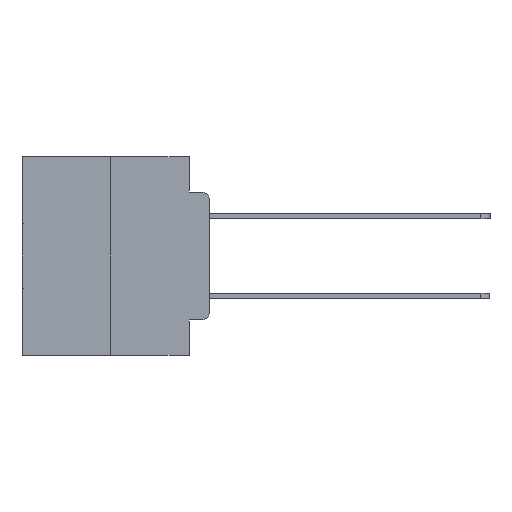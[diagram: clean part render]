
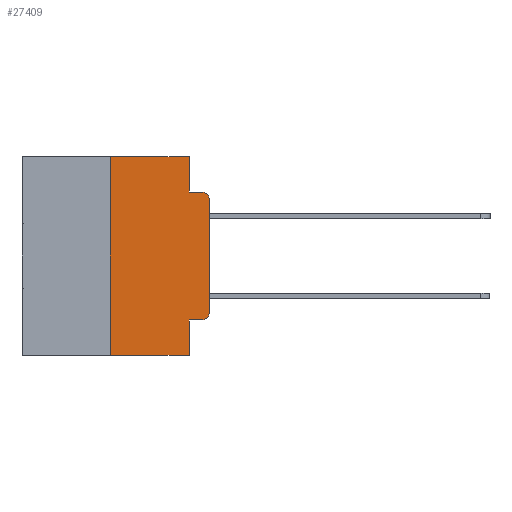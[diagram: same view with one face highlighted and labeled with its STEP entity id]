
A CAD part, left-side view. The second image highlights one B-rep face of the part: STEP entity #27409.
In plain terms, the highlighted planar face has unit normal (-1, 0, 0).
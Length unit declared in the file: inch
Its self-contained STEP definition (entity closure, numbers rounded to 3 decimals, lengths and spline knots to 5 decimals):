
#406 = FACE_OUTER_BOUND ( 'NONE', #29055, .T. ) ;
#622 = CARTESIAN_POINT ( 'NONE',  ( 0., 0.25, -0.5 ) ) ;
#676 = AXIS2_PLACEMENT_3D ( 'NONE', #23485, #9351, #25846 ) ;
#1552 = VERTEX_POINT ( 'NONE', #16739 ) ;
#2152 = DIRECTION ( 'NONE',  ( 0., 0., -1. ) ) ;
#2314 = ORIENTED_EDGE ( 'NONE', *, *, #14622, .T. ) ;
#2875 = ORIENTED_EDGE ( 'NONE', *, *, #25463, .T. ) ;
#2962 = EDGE_CURVE ( 'NONE', #1552, #23340, #25252, .T. ) ;
#3025 = ORIENTED_EDGE ( 'NONE', *, *, #2962, .F. ) ;
#3222 = ORIENTED_EDGE ( 'NONE', *, *, #17329, .F. ) ;
#3592 = ORIENTED_EDGE ( 'NONE', *, *, #26827, .F. ) ;
#3620 = ORIENTED_EDGE ( 'NONE', *, *, #24075, .F. ) ;
#3806 = VERTEX_POINT ( 'NONE', #622 ) ;
#4073 = ORIENTED_EDGE ( 'NONE', *, *, #12877, .T. ) ;
#4557 = ORIENTED_EDGE ( 'NONE', *, *, #13621, .F. ) ;
#4702 = ORIENTED_EDGE ( 'NONE', *, *, #7273, .T. ) ;
#4804 = ORIENTED_EDGE ( 'NONE', *, *, #25313, .T. ) ;
#5328 = VERTEX_POINT ( 'NONE', #27891 ) ;
#5454 = DIRECTION ( 'NONE',  ( 0., 0., -1. ) ) ;
#5688 = CARTESIAN_POINT ( 'NONE',  ( 0., 0.051, 0. ) ) ;
#6012 = DIRECTION ( 'NONE',  ( -1., 0., 0. ) ) ;
#7273 = EDGE_CURVE ( 'NONE', #16202, #19109, #18181, .T. ) ;
#7418 = DIRECTION ( 'NONE',  ( 0., 0., 1. ) ) ;
#8488 = CIRCLE ( 'NONE', #14111, 0.02 ) ;
#9241 = CARTESIAN_POINT ( 'NONE',  ( 0., 0.473, 0. ) ) ;
#9351 = DIRECTION ( 'NONE',  ( -1., 0., 0. ) ) ;
#9436 = DIRECTION ( 'NONE',  ( 0., -1., 0. ) ) ;
#9532 = CARTESIAN_POINT ( 'NONE',  ( 0., 0.051, -0.5 ) ) ;
#10169 = VECTOR ( 'NONE', #22283, 39.37008 ) ;
#10195 = LINE ( 'NONE', #26393, #22056 ) ;
#10298 = VERTEX_POINT ( 'NONE', #9532 ) ;
#11084 = CARTESIAN_POINT ( 'NONE',  ( 0., 0.02, -0.4115 ) ) ;
#11804 = CARTESIAN_POINT ( 'NONE',  ( 0., 0.051, -0.0885 ) ) ;
#12214 = DIRECTION ( 'NONE',  ( 0., -1., 0. ) ) ;
#12686 = CARTESIAN_POINT ( 'NONE',  ( 0., 0.051, 0. ) ) ;
#12877 = EDGE_CURVE ( 'NONE', #3806, #10298, #10195, .T. ) ;
#12912 = CARTESIAN_POINT ( 'NONE',  ( 0., 0.25, 0. ) ) ;
#13621 = EDGE_CURVE ( 'NONE', #16202, #10298, #24192, .T. ) ;
#14031 = PLANE ( 'NONE',  #14756 ) ;
#14111 = AXIS2_PLACEMENT_3D ( 'NONE', #20222, #6012, #22590 ) ;
#14168 = DIRECTION ( 'NONE',  ( 0., -1., 0. ) ) ;
#14622 = EDGE_CURVE ( 'NONE', #5328, #26910, #16353, .T. ) ;
#14756 = AXIS2_PLACEMENT_3D ( 'NONE', #30495, #16426, #2152 ) ;
#15764 = LINE ( 'NONE', #9241, #29025 ) ;
#16202 = VERTEX_POINT ( 'NONE', #17882 ) ;
#16353 = LINE ( 'NONE', #28548, #21947 ) ;
#16426 = DIRECTION ( 'NONE',  ( 1., 0., 0. ) ) ;
#16739 = CARTESIAN_POINT ( 'NONE',  ( 0., 0.051, -0.0885 ) ) ;
#17329 = EDGE_CURVE ( 'NONE', #17670, #1552, #28961, .T. ) ;
#17670 = VERTEX_POINT ( 'NONE', #12686 ) ;
#17882 = CARTESIAN_POINT ( 'NONE',  ( 0., 0.051, -0.4115 ) ) ;
#17916 = VECTOR ( 'NONE', #5454, 39.37008 ) ;
#18181 = LINE ( 'NONE', #23582, #19683 ) ;
#18295 = CARTESIAN_POINT ( 'NONE',  ( 0., 0.25, 0. ) ) ;
#19056 = CARTESIAN_POINT ( 'NONE',  ( 0., 0., -0.1085 ) ) ;
#19109 = VERTEX_POINT ( 'NONE', #11084 ) ;
#19683 = VECTOR ( 'NONE', #9436, 39.37008 ) ;
#20222 = CARTESIAN_POINT ( 'NONE',  ( 0., 0.02, -0.3915 ) ) ;
#21947 = VECTOR ( 'NONE', #7418, 39.37008 ) ;
#22056 = VECTOR ( 'NONE', #12214, 39.37008 ) ;
#22066 = CARTESIAN_POINT ( 'NONE',  ( 0., 0.051, 0. ) ) ;
#22283 = DIRECTION ( 'NONE',  ( 0., 0., -1. ) ) ;
#22590 = DIRECTION ( 'NONE',  ( 0., 0., -1. ) ) ;
#23058 = VECTOR ( 'NONE', #14168, 39.37008 ) ;
#23340 = VERTEX_POINT ( 'NONE', #29033 ) ;
#23384 = DIRECTION ( 'NONE',  ( 0., -1., 0. ) ) ;
#23485 = CARTESIAN_POINT ( 'NONE',  ( 0., 0.02, -0.1085 ) ) ;
#23582 = CARTESIAN_POINT ( 'NONE',  ( 0., 0.051, -0.4115 ) ) ;
#24075 = EDGE_CURVE ( 'NONE', #3806, #30604, #30643, .T. ) ;
#24192 = LINE ( 'NONE', #22066, #17916 ) ;
#25252 = LINE ( 'NONE', #11804, #23058 ) ;
#25313 = EDGE_CURVE ( 'NONE', #19109, #5328, #8488, .T. ) ;
#25463 = EDGE_CURVE ( 'NONE', #26910, #23340, #29116, .T. ) ;
#25846 = DIRECTION ( 'NONE',  ( 0., 0., -1. ) ) ;
#26393 = CARTESIAN_POINT ( 'NONE',  ( 0., 0.473, -0.5 ) ) ;
#26827 = EDGE_CURVE ( 'NONE', #30604, #17670, #15764, .T. ) ;
#26910 = VERTEX_POINT ( 'NONE', #19056 ) ;
#27056 = DIRECTION ( 'NONE',  ( 0., 0., 1. ) ) ;
#27409 = ADVANCED_FACE ( 'NONE', ( #406 ), #14031, .F. ) ;
#27891 = CARTESIAN_POINT ( 'NONE',  ( 0., 0., -0.3915 ) ) ;
#28548 = CARTESIAN_POINT ( 'NONE',  ( 0., 0., 0. ) ) ;
#28961 = LINE ( 'NONE', #5688, #10169 ) ;
#29025 = VECTOR ( 'NONE', #23384, 39.37008 ) ;
#29033 = CARTESIAN_POINT ( 'NONE',  ( 0., 0.02, -0.0885 ) ) ;
#29055 = EDGE_LOOP ( 'NONE', ( #2314, #2875, #3025, #3222, #3592, #3620, #4073, #4557, #4702, #4804 ) ) ;
#29116 = CIRCLE ( 'NONE', #676, 0.02 ) ;
#29922 = VECTOR ( 'NONE', #27056, 39.37008 ) ;
#30495 = CARTESIAN_POINT ( 'NONE',  ( 0., 0.473, 0. ) ) ;
#30604 = VERTEX_POINT ( 'NONE', #18295 ) ;
#30643 = LINE ( 'NONE', #12912, #29922 ) ;
